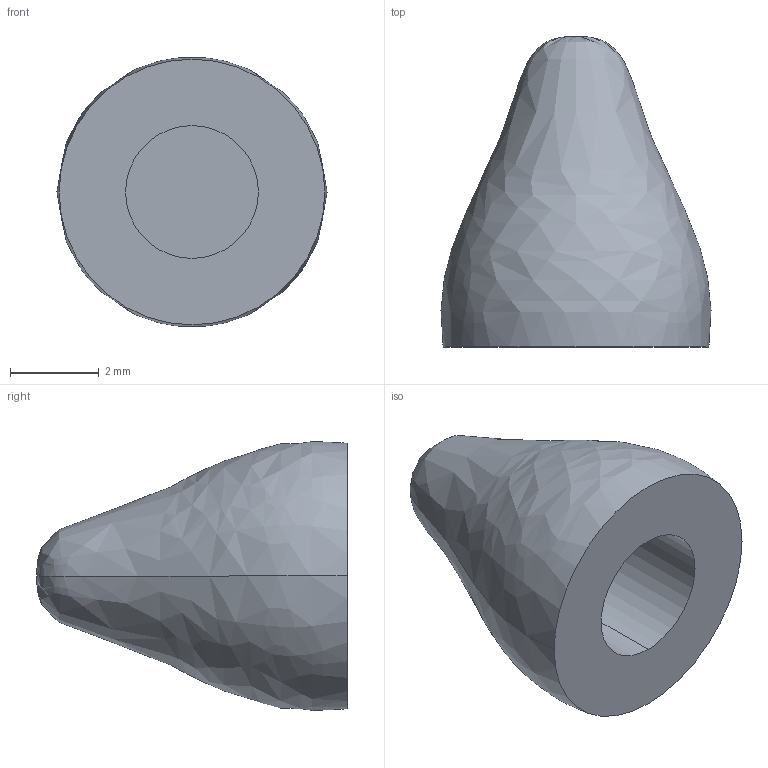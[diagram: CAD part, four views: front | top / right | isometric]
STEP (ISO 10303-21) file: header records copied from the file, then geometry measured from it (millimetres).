
FILE_DESCRIPTION (( 'STEP AP203' ), '1' );
FILE_NAME ('Motor Cap_Default_sldprt.STEP', '2020-08-31T14:55:55', ( '' ), ( '' ), 'SwSTEP 2.0', 'SolidWorks 2020', '' );
FILE_SCHEMA (( 'CONFIG_CONTROL_DESIGN' ));
Length unit declared in the file: centimetre
Products named in the file (1): Motor Cap_Default_sldprt
Bounding box: 6.1 x 7.01 x 6.08 mm (x, y, z)
Volume: 87.9 mm3; surface area: 168.5 mm2
Topology: 1 solids, 1 shells, 6 faces, 12 edges, 7 vertices
Faces by surface type: bspline 2, cylinder 2, plane 2
Entity records: 259 total; most frequent: CARTESIAN_POINT 70, DIRECTION 24, ORIENTED_EDGE 20, AXIS2_PLACEMENT_3D 11, EDGE_CURVE 10, PERSON_AND_ORGANIZATION 8, VERTEX_POINT 7, EDGE_LOOP 7
